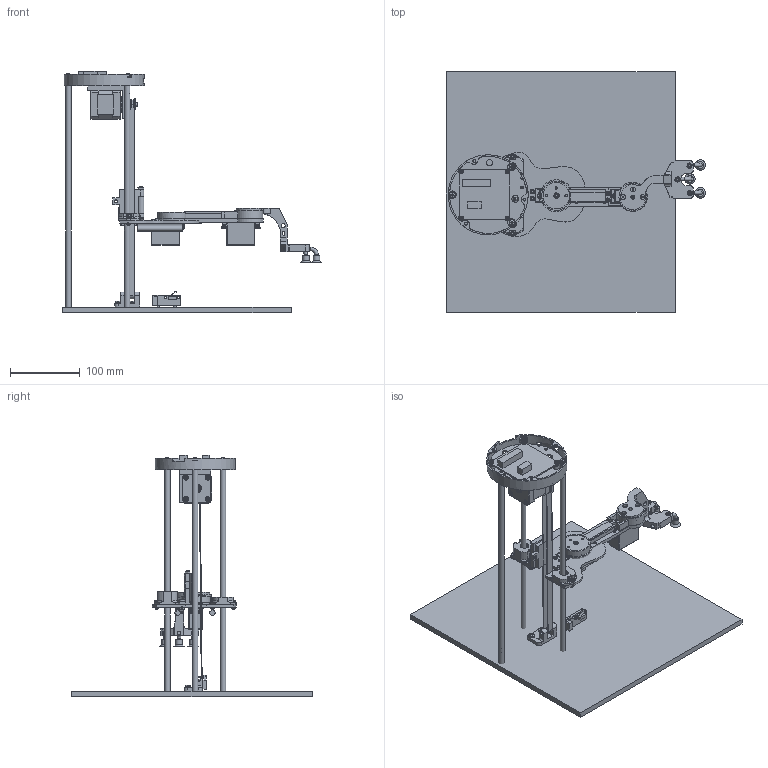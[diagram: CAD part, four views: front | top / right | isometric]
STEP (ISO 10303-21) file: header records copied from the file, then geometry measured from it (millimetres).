
FILE_DESCRIPTION(/* description */ (''),/* implementation_level */ '2;1');
FILE_NAME(/* name */ 'greifarm_minimal v11 v10.step',/* time_stamp */ '2023-04-29T14:57:26+02:00',/* author */ (''),/* organization */ (''),/* preprocessor_version */ 'ST-DEVELOPER v19.2',/* originating_system */ 'Autodesk Translation Framework v11.17.0.187',/* authorisation */ '');
FILE_SCHEMA (('AUTOMOTIVE_DESIGN { 1 0 10303 214 3 1 1 }'));
Products named in the file (27): greifarm_minimal v11; platinenkasten v6; endschalt v5; fundii v16; Component1; kkkopie-Schrittmotorhalter v4; NEMA17T5 v1; Base; Cuerpo; Tapa; Eje; socket button head cap screw_am_B18.3.4M - 3 x 0.5 x 5 SBHCS --N; T5 Pulley; pan cross head_am_B18.6.7M - M3 x 0.5 x 5 Type I Cross Recessed PHMS 
--5N; instrument ball bearing_68_am_AFBMA 12.1.4.1 - 0050-11 - 10,SI,NC,10_
68; Seilrollenhalter v1; arm_1 v1; Saugnapfarm v7; Servo MG996R v1; 8mm Bearing SKF 608 RS 286-7530 v1; cross_recessed_phillips_pan_head_M4x25; cross_recessed_phillips_pan_head_M4x12; M3x10mm; DIN 934 Nut M3; cross_recessed_phillips_pan_head_M4x45; DIN 934 Nut M4; saugnapf v1
Assembly tree (87 placements, depth 3):
  greifarm_minimal v11
    platinenkasten v6
    endschalt v5
    fundii v16
      Component1
    kkkopie-Schrittmotorhalter v4
    NEMA17T5 v1
      Base
      Cuerpo
      Tapa
      pan cross head_am_B18.6.7M - M3 x 0.5 x 5 Type I Cross Recessed PHMS 
--5N  x4
      Eje
      instrument ball bearing_68_am_AFBMA 12.1.4.1 - 0050-11 - 10,SI,NC,10_
68  x2
      socket button head cap screw_am_B18.3.4M - 3 x 0.5 x 5 SBHCS --N
      T5 Pulley
    Servo MG996R v1  x2
    Seilrollenhalter v1
    arm_1 v1
    Saugnapfarm v7
    8mm Bearing SKF 608 RS 286-7530 v1  x3
    cross_recessed_phillips_pan_head_M4x12  x11
    cross_recessed_phillips_pan_head_M4x25  x6
    M3x10mm  x16
    DIN 934 Nut M3  x12
    DIN 934 Nut M4  x14
    cross_recessed_phillips_pan_head_M4x45
    saugnapf v1
Bounding box: 372.54 x 346.02 x 347.1 mm (x, y, z)
Volume: 1344898.7 mm3; surface area: 479302.5 mm2
Topology: 125 solids, 125 shells, 3079 faces, 7377 edges, 4619 vertices
Faces by surface type: plane 1528, cylinder 690, torus 403, cone 213, bspline 180, sphere 65
Full cylindrical faces by diameter (mm): 2 x6, 2.5 x12, 2.6 x4, 2.927 x16, 3 x18, 3.047 x1, 3.3 x14, 3.5 x7, 3.592 x1, 3.736 x1, 3.998 x2, 4 x72, 4.001 x1, 4.052 x1, 4.123 x3, 4.149 x3, 4.2 x1, 5 x30, 5.2 x6, 5.6 x4, 5.7 x1, 6 x2, 6.2 x4, 6.325 x1, 6.5 x12, 6.8 x4, 7 x4, 7.184 x2, 7.6 x1, 7.81 x1
Entity records: 53842 total; most frequent: CARTESIAN_POINT 17968, DIRECTION 7410, ORIENTED_EDGE 6970, EDGE_CURVE 3485, AXIS2_PLACEMENT_3D 2753, VERTEX_POINT 2233, LINE 1904, VECTOR 1904
